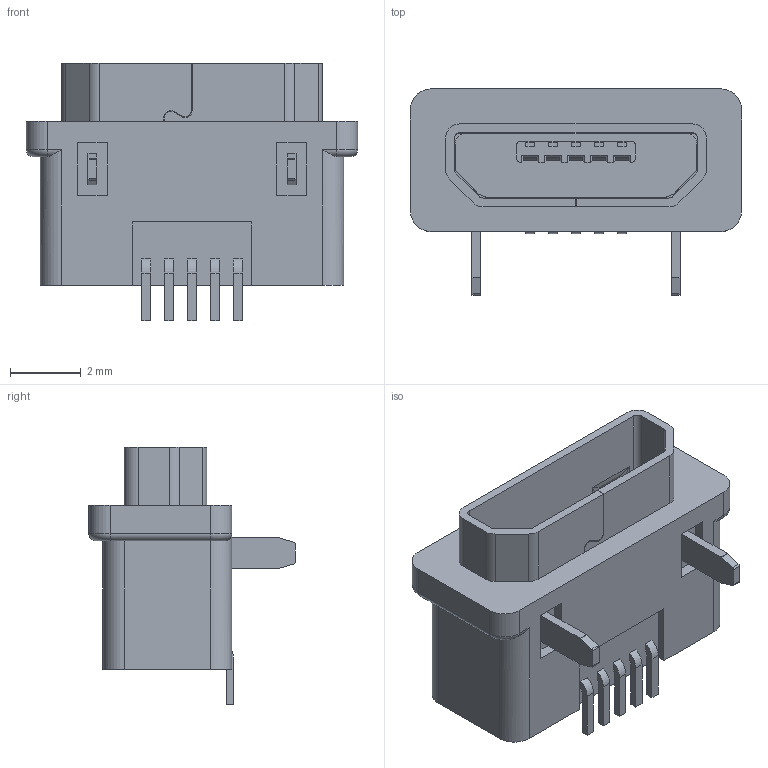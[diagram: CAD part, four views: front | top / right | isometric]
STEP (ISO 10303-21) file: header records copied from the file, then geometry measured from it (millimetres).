
FILE_DESCRIPTION((''),'2;1');
FILE_NAME('FUS452_REF','2018-12-04T',('gongcheng6'),(''),'PRO/ENGINEER BY PARAMETRIC TECHNOLOGY CORPORATION, 2010280','PRO/ENGINEER BY PARAMETRIC TECHNOLOGY CORPORATION, 2010280','');
FILE_SCHEMA(('CONFIG_CONTROL_DESIGN'));
Length unit declared in the file: millimetre
Products named in the file (1): FUS452_REF
Bounding box: 9.4 x 5.85 x 7.3 mm (x, y, z)
Volume: 105.6 mm3; surface area: 528 mm2
Topology: 1 solids, 1 shells, 474 faces, 1295 edges, 842 vertices
Faces by surface type: plane 327, cylinder 107, bspline 16, torus 16, sphere 8
Entity records: 15918 total; most frequent: CARTESIAN_POINT 3856, ORIENTED_EDGE 2590, DIRECTION 2377, EDGE_CURVE 1295, VECTOR 997, LINE 997, VERTEX_POINT 842, AXIS2_PLACEMENT_3D 690
